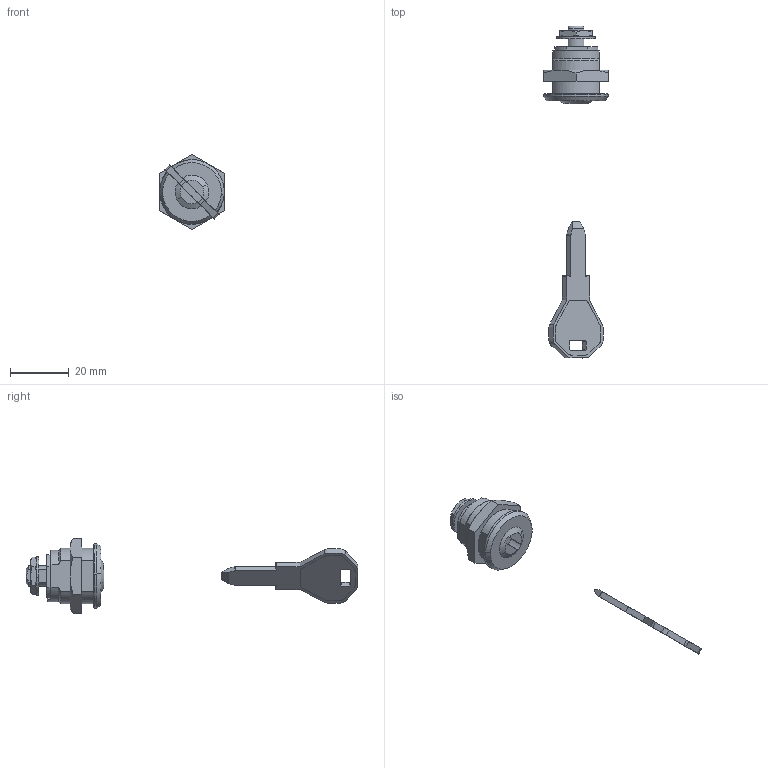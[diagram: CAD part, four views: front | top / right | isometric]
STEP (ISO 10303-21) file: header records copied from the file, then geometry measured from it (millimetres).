
FILE_DESCRIPTION((''),'2;1');
FILE_NAME('','2008-04-30T18:00:42',(''),(''),'','CADfix','');
FILE_SCHEMA(('AUTOMOTIVE_DESIGN { 1 0 10303 214 1 1 1 1 }'));
Length unit declared in the file: millimetre
Bounding box: 22 x 113.02 x 25.4 mm (x, y, z)
Volume: 6757.4 mm3; surface area: 5160.1 mm2
Topology: 6 solids, 6 shells, 212 faces, 590 edges, 396 vertices
Faces by surface type: bspline 212
Entity records: 7004 total; most frequent: CARTESIAN_POINT 3554, ORIENTED_EDGE 1180, EDGE_CURVE 590, VERTEX_POINT 396, QUASI_UNIFORM_CURVE 336, EDGE_LOOP 228, FACE_OUTER_BOUND 212, ADVANCED_FACE 212
